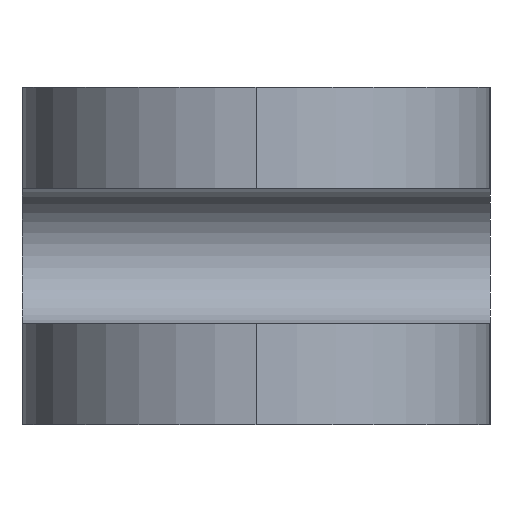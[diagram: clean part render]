
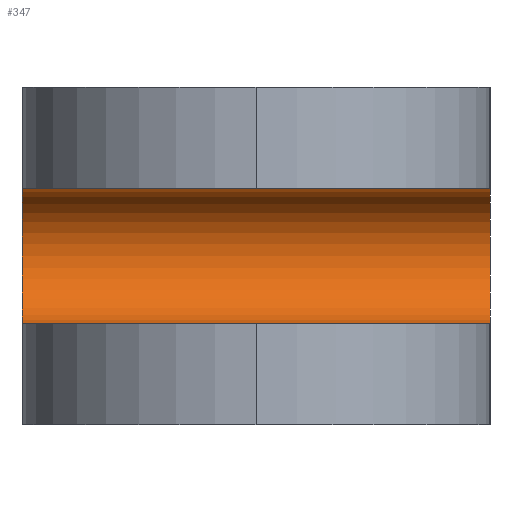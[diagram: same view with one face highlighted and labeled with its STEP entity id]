
A CAD part, left-side view. The second image highlights one B-rep face of the part: STEP entity #347.
In plain terms, the highlighted cylindrical face has radius 2.6 mm (diameter 5.2 mm), a partial arc.
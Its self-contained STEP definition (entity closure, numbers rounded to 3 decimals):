
#1 = CIRCLE ( 'NONE', #789, 2.6 ) ;
#15 = EDGE_CURVE ( 'NONE', #431, #281, #1, .T. ) ;
#25 = EDGE_CURVE ( 'NONE', #972, #344, #822, .T. ) ;
#54 = DIRECTION ( 'NONE',  ( 0., 0., 1. ) ) ;
#58 = CARTESIAN_POINT ( 'NONE',  ( -7.5, -9., -2.6 ) ) ;
#114 = VECTOR ( 'NONE', #139, 1000. ) ;
#131 = EDGE_LOOP ( 'NONE', ( #469, #655, #1028, #338 ) ) ;
#139 = DIRECTION ( 'NONE',  ( 0., 1., 0. ) ) ;
#184 = CARTESIAN_POINT ( 'NONE',  ( -7.5, -9., -2.6 ) ) ;
#199 = DIRECTION ( 'NONE',  ( 0., 1., 0. ) ) ;
#204 = DIRECTION ( 'NONE',  ( 0., 0., 1. ) ) ;
#225 = EDGE_CURVE ( 'NONE', #972, #431, #464, .T. ) ;
#281 = VERTEX_POINT ( 'NONE', #316 ) ;
#297 = DIRECTION ( 'NONE',  ( 0., 1., 0. ) ) ;
#311 = VECTOR ( 'NONE', #920, 1000. ) ;
#316 = CARTESIAN_POINT ( 'NONE',  ( -7.5, 9., -2.6 ) ) ;
#338 = ORIENTED_EDGE ( 'NONE', *, *, #15, .T. ) ;
#344 = VERTEX_POINT ( 'NONE', #184 ) ;
#347 = ADVANCED_FACE ( 'NONE', ( #754 ), #353, .F. ) ;
#353 = CYLINDRICAL_SURFACE ( 'NONE', #807, 2.6 ) ;
#381 = CARTESIAN_POINT ( 'NONE',  ( -7.5, -9., 2.6 ) ) ;
#403 = CARTESIAN_POINT ( 'NONE',  ( -7.5, 9., 2.6 ) ) ;
#431 = VERTEX_POINT ( 'NONE', #403 ) ;
#464 = LINE ( 'NONE', #381, #311 ) ;
#469 = ORIENTED_EDGE ( 'NONE', *, *, #528, .F. ) ;
#528 = EDGE_CURVE ( 'NONE', #344, #281, #794, .T. ) ;
#533 = DIRECTION ( 'NONE',  ( 0., 1., 0. ) ) ;
#619 = DIRECTION ( 'NONE',  ( 0., 0., 1. ) ) ;
#655 = ORIENTED_EDGE ( 'NONE', *, *, #25, .F. ) ;
#693 = CARTESIAN_POINT ( 'NONE',  ( -7.5, -9., 0. ) ) ;
#754 = FACE_OUTER_BOUND ( 'NONE', #131, .T. ) ;
#789 = AXIS2_PLACEMENT_3D ( 'NONE', #930, #199, #54 ) ;
#794 = LINE ( 'NONE', #58, #114 ) ;
#807 = AXIS2_PLACEMENT_3D ( 'NONE', #693, #533, #204 ) ;
#822 = CIRCLE ( 'NONE', #915, 2.6 ) ;
#915 = AXIS2_PLACEMENT_3D ( 'NONE', #1021, #297, #619 ) ;
#920 = DIRECTION ( 'NONE',  ( 0., 1., 0. ) ) ;
#930 = CARTESIAN_POINT ( 'NONE',  ( -7.5, 9., 0. ) ) ;
#972 = VERTEX_POINT ( 'NONE', #978 ) ;
#978 = CARTESIAN_POINT ( 'NONE',  ( -7.5, -9., 2.6 ) ) ;
#1021 = CARTESIAN_POINT ( 'NONE',  ( -7.5, -9., 0. ) ) ;
#1028 = ORIENTED_EDGE ( 'NONE', *, *, #225, .T. ) ;
